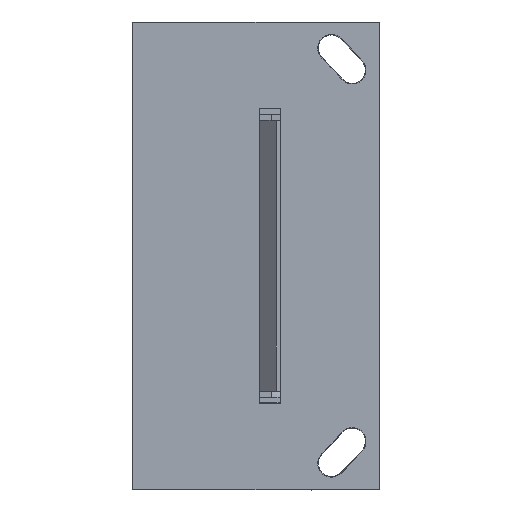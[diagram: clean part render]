
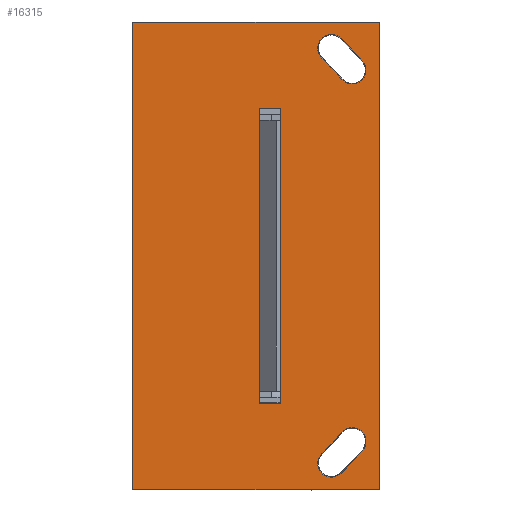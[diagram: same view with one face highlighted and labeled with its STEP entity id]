
A CAD part, top view. The second image highlights one B-rep face of the part: STEP entity #16315.
In plain terms, the highlighted face is planar.
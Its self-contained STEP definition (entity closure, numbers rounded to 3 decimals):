
#13445=DIRECTION('',(0.,1.,0.));
#13446=VECTOR('',#13445,40.);
#13447=CARTESIAN_POINT('',(0.,-29.,-38.));
#13448=LINE('',#13447,#13446);
#13449=DIRECTION('',(0.,0.,-1.));
#13450=VECTOR('',#13449,76.);
#13451=CARTESIAN_POINT('',(0.,-29.,38.));
#13452=LINE('',#13451,#13450);
#13453=CARTESIAN_POINT('',(0.,-29.,0.));
#13454=DIRECTION('',(1.,0.,0.));
#13455=DIRECTION('',(0.,0.691,-0.723));
#13456=AXIS2_PLACEMENT_3D('',#13453,#13454,#13455);
#13458=CARTESIAN_POINT('',(0.,3.279,
-33.736));
#13459=DIRECTION('',(1.,0.,0.));
#13460=DIRECTION('',(0.,0.,-1.));
#13461=AXIS2_PLACEMENT_3D('',#13458,#13459,#13460);
#13463=CARTESIAN_POINT('',(0.,3.279,
-33.736));
#13464=DIRECTION('',(1.,0.,0.));
#13465=DIRECTION('',(0.,-0.691,0.723));
#13466=AXIS2_PLACEMENT_3D('',#13463,#13464,#13465);
#13468=CARTESIAN_POINT('',(0.,-29.,0.));
#13469=DIRECTION('',(-1.,0.,0.));
#13470=DIRECTION('',(0.,0.763,-0.646));
#13471=AXIS2_PLACEMENT_3D('',#13468,#13469,#13470);
#13473=CARTESIAN_POINT('',(0.,6.628,
-30.177));
#13474=DIRECTION('',(1.,0.,0.));
#13475=DIRECTION('',(0.,0.,1.));
#13476=AXIS2_PLACEMENT_3D('',#13473,#13474,#13475);
#13478=CARTESIAN_POINT('',(0.,6.628,
-30.177));
#13479=DIRECTION('',(1.,0.,0.));
#13480=DIRECTION('',(0.,0.763,-0.646));
#13481=AXIS2_PLACEMENT_3D('',#13478,#13479,#13480);
#13483=CARTESIAN_POINT('',(0.,-29.,0.));
#13484=DIRECTION('',(1.,0.,0.));
#13485=DIRECTION('',(0.,0.763,0.646));
#13486=AXIS2_PLACEMENT_3D('',#13483,#13484,#13485);
#13488=CARTESIAN_POINT('',(0.,6.628,
30.177));
#13489=DIRECTION('',(1.,0.,0.));
#13490=DIRECTION('',(0.,0.,-1.));
#13491=AXIS2_PLACEMENT_3D('',#13488,#13489,#13490);
#13493=CARTESIAN_POINT('',(0.,6.628,
30.177));
#13494=DIRECTION('',(1.,0.,0.));
#13495=DIRECTION('',(0.,-0.763,-0.646));
#13496=AXIS2_PLACEMENT_3D('',#13493,#13494,#13495);
#13498=CARTESIAN_POINT('',(0.,-29.,0.));
#13499=DIRECTION('',(-1.,0.,0.));
#13500=DIRECTION('',(0.,0.691,0.723));
#13501=AXIS2_PLACEMENT_3D('',#13498,#13499,#13500);
#13503=CARTESIAN_POINT('',(0.,3.279,
33.736));
#13504=DIRECTION('',(1.,0.,0.));
#13505=DIRECTION('',(0.,0.,1.));
#13506=AXIS2_PLACEMENT_3D('',#13503,#13504,#13505);
#13508=CARTESIAN_POINT('',(0.,3.279,
33.736));
#13509=DIRECTION('',(1.,0.,0.));
#13510=DIRECTION('',(0.,0.691,0.723));
#13511=AXIS2_PLACEMENT_3D('',#13508,#13509,#13510);
#13513=DIRECTION('',(0.,0.,-1.));
#13514=VECTOR('',#13513,76.);
#13515=CARTESIAN_POINT('',(0.,11.,38.));
#13516=LINE('',#13515,#13514);
#13917=DIRECTION('',(0.,1.,0.));
#13918=VECTOR('',#13917,40.);
#13919=CARTESIAN_POINT('',(0.,-29.,38.));
#13920=LINE('',#13919,#13918);
#14592=DIRECTION('',(0.,0.,1.));
#14593=VECTOR('',#14592,48.);
#14594=CARTESIAN_POINT('',(0.,-8.5,-24.));
#14595=LINE('',#14594,#14593);
#14616=DIRECTION('',(0.,0.,-1.));
#14617=VECTOR('',#14616,48.);
#14618=CARTESIAN_POINT('',(0.,-5.,24.));
#14619=LINE('',#14618,#14617);
#14682=DIRECTION('',(0.,-1.,0.));
#14683=VECTOR('',#14682,3.5);
#14684=CARTESIAN_POINT('',(0.,-5.,-24.));
#14685=LINE('',#14684,#14683);
#14690=DIRECTION('',(0.,1.,0.));
#14691=VECTOR('',#14690,3.5);
#14692=CARTESIAN_POINT('',(0.,-8.5,24.));
#14693=LINE('',#14692,#14691);
#15431=CARTESIAN_POINT('',(0.,-29.,-38.));
#15432=VERTEX_POINT('',#15431);
#15433=CARTESIAN_POINT('',(0.,11.,-38.));
#15434=VERTEX_POINT('',#15433);
#15538=CARTESIAN_POINT('',(0.,-29.,38.));
#15539=VERTEX_POINT('',#15538);
#15548=CARTESIAN_POINT('',(0.,11.,38.));
#15549=VERTEX_POINT('',#15548);
#15550=CARTESIAN_POINT('',(0.,4.834,
-35.361));
#15551=CARTESIAN_POINT('',(0.,8.345,
-31.631));
#15552=VERTEX_POINT('',#15550);
#15553=VERTEX_POINT('',#15551);
#15554=CARTESIAN_POINT('',(0.,3.279,
-35.986));
#15555=VERTEX_POINT('',#15554);
#15556=CARTESIAN_POINT('',(0.,1.723,
-32.11));
#15557=VERTEX_POINT('',#15556);
#15558=CARTESIAN_POINT('',(0.,4.911,
-28.723));
#15559=VERTEX_POINT('',#15558);
#15560=CARTESIAN_POINT('',(0.,6.628,
-27.927));
#15561=VERTEX_POINT('',#15560);
#15562=CARTESIAN_POINT('',(0.,8.345,
31.631));
#15563=CARTESIAN_POINT('',(0.,4.834,
35.361));
#15564=VERTEX_POINT('',#15562);
#15565=VERTEX_POINT('',#15563);
#15566=CARTESIAN_POINT('',(0.,6.628,
27.927));
#15567=VERTEX_POINT('',#15566);
#15568=CARTESIAN_POINT('',(0.,4.911,
28.723));
#15569=VERTEX_POINT('',#15568);
#15570=CARTESIAN_POINT('',(0.,1.723,
32.11));
#15571=VERTEX_POINT('',#15570);
#15572=CARTESIAN_POINT('',(0.,3.279,
35.986));
#15573=VERTEX_POINT('',#15572);
#15574=CARTESIAN_POINT('',(0.,-5.,-24.));
#15575=CARTESIAN_POINT('',(0.,-8.5,-24.));
#15576=VERTEX_POINT('',#15574);
#15577=VERTEX_POINT('',#15575);
#15578=CARTESIAN_POINT('',(0.,-8.5,24.));
#15579=VERTEX_POINT('',#15578);
#15580=CARTESIAN_POINT('',(0.,-5.,24.));
#15581=VERTEX_POINT('',#15580);
#16264=CARTESIAN_POINT('',(0.,-9.,0.));
#16265=DIRECTION('',(1.,0.,0.));
#16266=DIRECTION('',(0.,-1.,0.));
#16267=AXIS2_PLACEMENT_3D('',#16264,#16265,#16266);
#16268=PLANE('',#16267);
#16269=ORIENTED_EDGE('',*,*,#16048,.T.);
#16271=ORIENTED_EDGE('',*,*,#16270,.F.);
#16273=ORIENTED_EDGE('',*,*,#16272,.F.);
#16274=ORIENTED_EDGE('',*,*,#16235,.T.);
#16275=EDGE_LOOP('',(#16269,#16271,#16273,#16274));
#16276=FACE_OUTER_BOUND('',#16275,.F.);
#16278=ORIENTED_EDGE('',*,*,#16277,.F.);
#16280=ORIENTED_EDGE('',*,*,#16279,.F.);
#16282=ORIENTED_EDGE('',*,*,#16281,.F.);
#16284=ORIENTED_EDGE('',*,*,#16283,.F.);
#16286=ORIENTED_EDGE('',*,*,#16285,.F.);
#16288=ORIENTED_EDGE('',*,*,#16287,.F.);
#16289=EDGE_LOOP('',(#16278,#16280,#16282,#16284,#16286,#16288));
#16290=FACE_BOUND('',#16289,.F.);
#16292=ORIENTED_EDGE('',*,*,#16291,.F.);
#16294=ORIENTED_EDGE('',*,*,#16293,.F.);
#16296=ORIENTED_EDGE('',*,*,#16295,.F.);
#16298=ORIENTED_EDGE('',*,*,#16297,.F.);
#16300=ORIENTED_EDGE('',*,*,#16299,.F.);
#16302=ORIENTED_EDGE('',*,*,#16301,.F.);
#16303=EDGE_LOOP('',(#16292,#16294,#16296,#16298,#16300,#16302));
#16304=FACE_BOUND('',#16303,.F.);
#16306=ORIENTED_EDGE('',*,*,#16305,.T.);
#16308=ORIENTED_EDGE('',*,*,#16307,.T.);
#16310=ORIENTED_EDGE('',*,*,#16309,.T.);
#16312=ORIENTED_EDGE('',*,*,#16311,.T.);
#16313=EDGE_LOOP('',(#16306,#16308,#16310,#16312));
#16314=FACE_BOUND('',#16313,.F.);
#16315=ADVANCED_FACE('',(#16276,#16290,#16304,#16314),#16268,.F.);
#13457=CIRCLE('',#13456,48.94);
#13462=CIRCLE('',#13461,2.25);
#13467=CIRCLE('',#13466,2.25);
#13472=CIRCLE('',#13471,44.44);
#13477=CIRCLE('',#13476,2.25);
#13482=CIRCLE('',#13481,2.25);
#13487=CIRCLE('',#13486,48.94);
#13492=CIRCLE('',#13491,2.25);
#13497=CIRCLE('',#13496,2.25);
#13502=CIRCLE('',#13501,44.44);
#13507=CIRCLE('',#13506,2.25);
#13512=CIRCLE('',#13511,2.25);
#16048=EDGE_CURVE('',#15432,#15434,#13448,.T.);
#16235=EDGE_CURVE('',#15539,#15432,#13452,.T.);
#16270=EDGE_CURVE('',#15549,#15434,#13516,.T.);
#16272=EDGE_CURVE('',#15539,#15549,#13920,.T.);
#16277=EDGE_CURVE('',#15552,#15553,#13457,.T.);
#16279=EDGE_CURVE('',#15555,#15552,#13462,.T.);
#16281=EDGE_CURVE('',#15557,#15555,#13467,.T.);
#16283=EDGE_CURVE('',#15559,#15557,#13472,.T.);
#16285=EDGE_CURVE('',#15561,#15559,#13477,.T.);
#16287=EDGE_CURVE('',#15553,#15561,#13482,.T.);
#16291=EDGE_CURVE('',#15564,#15565,#13487,.T.);
#16293=EDGE_CURVE('',#15567,#15564,#13492,.T.);
#16295=EDGE_CURVE('',#15569,#15567,#13497,.T.);
#16297=EDGE_CURVE('',#15571,#15569,#13502,.T.);
#16299=EDGE_CURVE('',#15573,#15571,#13507,.T.);
#16301=EDGE_CURVE('',#15565,#15573,#13512,.T.);
#16305=EDGE_CURVE('',#15576,#15577,#14685,.T.);
#16307=EDGE_CURVE('',#15577,#15579,#14595,.T.);
#16309=EDGE_CURVE('',#15579,#15581,#14693,.T.);
#16311=EDGE_CURVE('',#15581,#15576,#14619,.T.);
